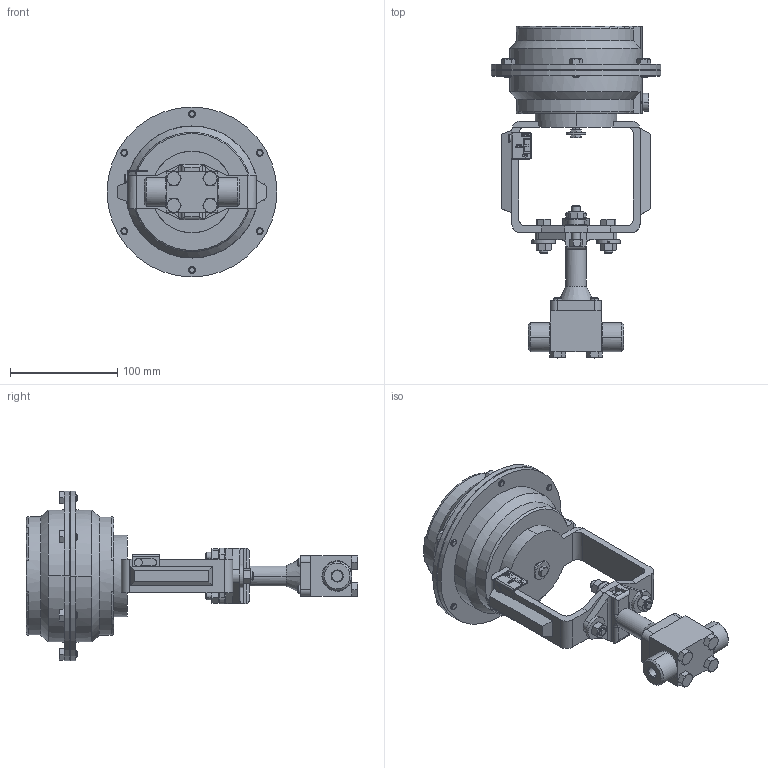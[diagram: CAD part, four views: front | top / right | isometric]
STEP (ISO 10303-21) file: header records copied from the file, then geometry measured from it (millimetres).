
FILE_DESCRIPTION (( 'STEP AP203' ), '1' );
FILE_NAME ('708-025-CB+HC+SB+CS+S6-TN-14M.STEP', '2017-09-13T11:08:24', ( '' ), ( '' ), 'SwSTEP 2.0', 'SolidWorks 2014', '' );
FILE_SCHEMA (( 'CONFIG_CONTROL_DESIGN' ));
Length unit declared in the file: inch
Products named in the file (1): 708-025-CB+HC+SB+CS+S6-TN-14M
Bounding box: 158.75 x 310.13 x 158.75 mm (x, y, z)
Volume: 1321471.2 mm3; surface area: 142673.4 mm2
Topology: 3 solids, 3 shells, 794 faces, 1946 edges, 1206 vertices
Faces by surface type: plane 362, cone 205, cylinder 135, bspline 68, torus 24
Entity records: 30992 total; most frequent: CARTESIAN_POINT 13054, ORIENTED_EDGE 3876, DIRECTION 3424, EDGE_CURVE 1938, AXIS2_PLACEMENT_3D 1245, VERTEX_POINT 1206, LINE 934, VECTOR 934
